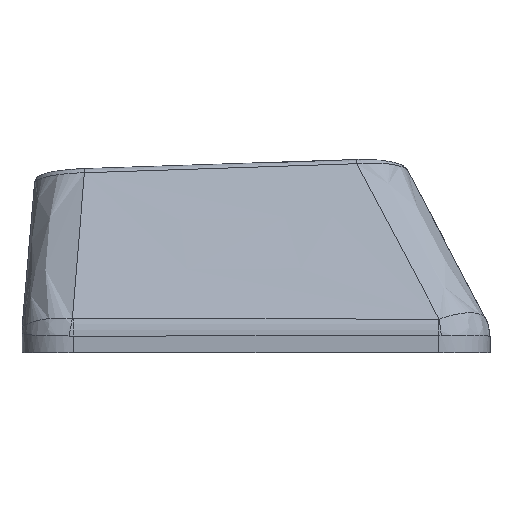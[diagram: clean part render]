
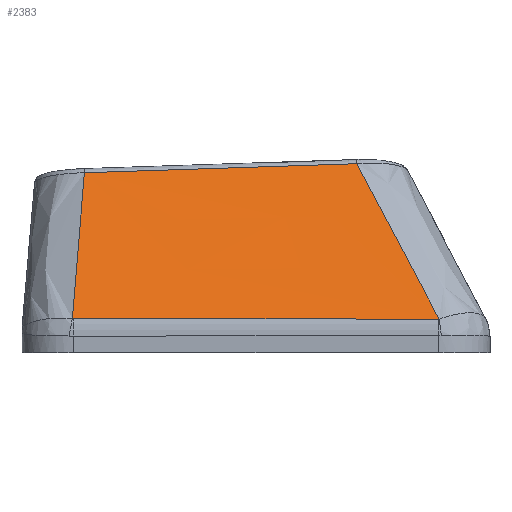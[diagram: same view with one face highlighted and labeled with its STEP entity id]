
A CAD part, left-side view. The second image highlights one B-rep face of the part: STEP entity #2383.
In plain terms, the highlighted free-form (B-spline) face has degree [3, 3] with [4, 4] control points.
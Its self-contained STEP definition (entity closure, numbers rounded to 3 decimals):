
#270=FACE_OUTER_BOUND('',#377,.T.);
#377=EDGE_LOOP('',(#2020,#2021,#2022,#2023,#2024,#2025));
#654=B_SPLINE_CURVE_WITH_KNOTS('',3,(#5651,#5652,#5653,#5654),
 .UNSPECIFIED.,.F.,.F.,(4,4),(0.,0.003),
 .UNSPECIFIED.);
#655=B_SPLINE_CURVE_WITH_KNOTS('',3,(#5672,#5673,#5674,#5675),
 .UNSPECIFIED.,.F.,.F.,(4,4),(-1.416,0.),.UNSPECIFIED.);
#658=B_SPLINE_CURVE_WITH_KNOTS('',3,(#5705,#5706,#5707,#5708),
 .UNSPECIFIED.,.F.,.F.,(4,4),(0.,0.004),
 .UNSPECIFIED.);
#669=B_SPLINE_CURVE_WITH_KNOTS('',3,(#5936,#5937,#5938,#5939),
 .UNSPECIFIED.,.F.,.F.,(4,4),(0.027,0.767),
 .UNSPECIFIED.);
#677=B_SPLINE_CURVE_WITH_KNOTS('',3,(#6192,#6193,#6194,#6195),
 .UNSPECIFIED.,.F.,.F.,(4,4),(0.,1.057),.UNSPECIFIED.);
#680=B_SPLINE_CURVE_WITH_KNOTS('',3,(#6274,#6275,#6276,#6277),
 .UNSPECIFIED.,.F.,.F.,(4,4),(-0.658,-0.022),
 .UNSPECIFIED.);
#964=VERTEX_POINT('',#5613);
#966=VERTEX_POINT('',#5644);
#968=VERTEX_POINT('',#5671);
#970=VERTEX_POINT('',#5698);
#986=VERTEX_POINT('',#5929);
#1004=VERTEX_POINT('',#6190);
#1306=EDGE_CURVE('',#964,#966,#654,.T.);
#1307=EDGE_CURVE('',#966,#968,#655,.T.);
#1312=EDGE_CURVE('',#968,#970,#658,.T.);
#1338=EDGE_CURVE('',#986,#964,#669,.T.);
#1366=EDGE_CURVE('',#1004,#986,#677,.T.);
#1370=EDGE_CURVE('',#970,#1004,#680,.T.);
#2020=ORIENTED_EDGE('',*,*,#1306,.F.);
#2021=ORIENTED_EDGE('',*,*,#1338,.F.);
#2022=ORIENTED_EDGE('',*,*,#1366,.F.);
#2023=ORIENTED_EDGE('',*,*,#1370,.F.);
#2024=ORIENTED_EDGE('',*,*,#1312,.F.);
#2025=ORIENTED_EDGE('',*,*,#1307,.F.);
#2304=B_SPLINE_SURFACE_WITH_KNOTS('',3,3,((#6258,#6259,#6260,#6261),(#6262,
#6263,#6264,#6265),(#6266,#6267,#6268,#6269),(#6270,#6271,#6272,#6273)),
 .UNSPECIFIED.,.F.,.F.,.F.,(4,4),(4,4),(0.107,0.899),
(0.032,0.954),.UNSPECIFIED.);
#2383=ADVANCED_FACE('',(#270),#2304,.F.);
#5613=CARTESIAN_POINT('',(-13.698,-7.108,0.306));
#5644=CARTESIAN_POINT('',(-13.699,-7.08,0.305));
#5651=CARTESIAN_POINT('Ctrl Pts',(-13.698,-7.108,0.306));
#5652=CARTESIAN_POINT('Ctrl Pts',(-13.698,-7.099,0.305));
#5653=CARTESIAN_POINT('Ctrl Pts',(-13.699,-7.089,0.305));
#5654=CARTESIAN_POINT('Ctrl Pts',(-13.699,-7.08,0.305));
#5671=CARTESIAN_POINT('',(-13.682,7.081,0.319));
#5672=CARTESIAN_POINT('Ctrl Pts',(-13.699,-7.08,0.305));
#5673=CARTESIAN_POINT('Ctrl Pts',(-13.694,-2.359,0.309));
#5674=CARTESIAN_POINT('Ctrl Pts',(-13.688,2.361,0.314));
#5675=CARTESIAN_POINT('Ctrl Pts',(-13.682,7.081,0.319));
#5698=CARTESIAN_POINT('',(-13.68,7.125,0.322));
#5705=CARTESIAN_POINT('Ctrl Pts',(-13.682,7.081,0.319));
#5706=CARTESIAN_POINT('Ctrl Pts',(-13.682,7.096,0.319));
#5707=CARTESIAN_POINT('Ctrl Pts',(-13.682,7.111,0.32));
#5708=CARTESIAN_POINT('Ctrl Pts',(-13.68,7.125,0.322));
#5929=CARTESIAN_POINT('',(-10.837,-3.902,6.333));
#5936=CARTESIAN_POINT('Ctrl Pts',(-10.837,-3.902,6.333));
#5937=CARTESIAN_POINT('Ctrl Pts',(-11.793,-4.973,4.325));
#5938=CARTESIAN_POINT('Ctrl Pts',(-12.746,-6.041,2.316));
#5939=CARTESIAN_POINT('Ctrl Pts',(-13.698,-7.108,0.306));
#6190=CARTESIAN_POINT('',(-10.83,6.659,5.983));
#6192=CARTESIAN_POINT('Ctrl Pts',(-10.83,6.659,5.983));
#6193=CARTESIAN_POINT('Ctrl Pts',(-10.833,3.139,6.1));
#6194=CARTESIAN_POINT('Ctrl Pts',(-10.835,-0.382,
6.217));
#6195=CARTESIAN_POINT('Ctrl Pts',(-10.837,-3.902,6.333));
#6258=CARTESIAN_POINT('Ctrl Pts',(-10.83,7.031,5.97));
#6259=CARTESIAN_POINT('Ctrl Pts',(-11.786,7.062,4.075));
#6260=CARTESIAN_POINT('Ctrl Pts',(-12.743,7.094,2.181));
#6261=CARTESIAN_POINT('Ctrl Pts',(-13.699,7.125,0.286));
#6262=CARTESIAN_POINT('Ctrl Pts',(-10.83,3.264,6.1));
#6263=CARTESIAN_POINT('Ctrl Pts',(-11.786,2.97,4.164));
#6264=CARTESIAN_POINT('Ctrl Pts',(-12.743,2.675,2.228));
#6265=CARTESIAN_POINT('Ctrl Pts',(-13.699,2.381,0.292));
#6266=CARTESIAN_POINT('Ctrl Pts',(-10.83,-0.502,6.23));
#6267=CARTESIAN_POINT('Ctrl Pts',(-11.786,-1.123,4.253));
#6268=CARTESIAN_POINT('Ctrl Pts',(-12.743,-1.744,2.276));
#6269=CARTESIAN_POINT('Ctrl Pts',(-13.699,-2.364,0.298));
#6270=CARTESIAN_POINT('Ctrl Pts',(-10.83,-4.269,6.36));
#6271=CARTESIAN_POINT('Ctrl Pts',(-11.786,-5.216,4.342));
#6272=CARTESIAN_POINT('Ctrl Pts',(-12.743,-6.162,2.323));
#6273=CARTESIAN_POINT('Ctrl Pts',(-13.699,-7.109,0.305));
#6274=CARTESIAN_POINT('Ctrl Pts',(-13.68,7.125,0.322));
#6275=CARTESIAN_POINT('Ctrl Pts',(-12.728,6.968,2.209));
#6276=CARTESIAN_POINT('Ctrl Pts',(-11.778,6.812,4.095));
#6277=CARTESIAN_POINT('Ctrl Pts',(-10.83,6.659,5.983));
